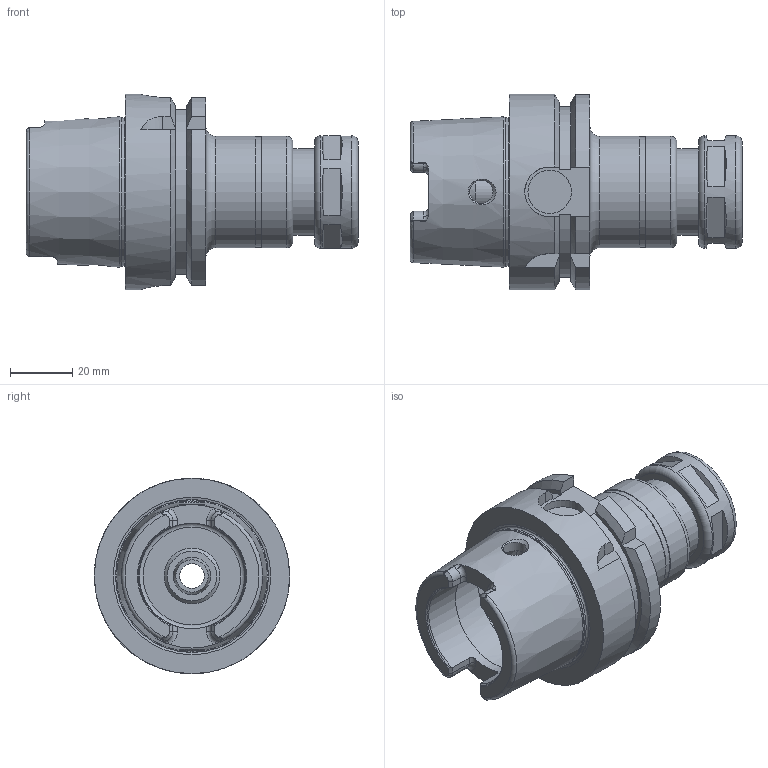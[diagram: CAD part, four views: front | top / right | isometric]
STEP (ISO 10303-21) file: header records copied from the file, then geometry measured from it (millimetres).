
FILE_DESCRIPTION((''),'2;1');
FILE_NAME('536075116075-3D.stp','2020-01-08T11:14:44',('nttooll'),(''),'Autodesk Inventor 2012','Autodesk Inventor 2012','');
FILE_SCHEMA(('AUTOMOTIVE_DESIGN { 1 0 10303 214 1 1 1 1 }'));
Length unit declared in the file: millimetre
Products named in the file (1): 536075116075-3D
Bounding box: 107 x 63 x 63 mm (x, y, z)
Volume: 116098.1 mm3; surface area: 33212.8 mm2
Topology: 1 solids, 1 shells, 167 faces, 399 edges, 254 vertices
Faces by surface type: plane 78, cylinder 44, cone 27, torus 18
Full cylindrical faces by diameter (mm): 7.5 x2, 8 x1, 11.3 x1, 12 x1, 14 x1, 16.3 x1, 17.5 x1, 18 x1, 20 x1, 22.1 x1, 24.5 x1, 28 x2, 34 x1, 34.5 x1, 35.6 x1, 36 x2, 36.3 x1, 40 x1, 48 x1, 63 x1
Entity records: 4880 total; most frequent: CARTESIAN_POINT 1224, DIRECTION 768, ORIENTED_EDGE 686, EDGE_CURVE 343, AXIS2_PLACEMENT_3D 319, VERTEX_POINT 243, EDGE_LOOP 238, FACE_OUTER_BOUND 167
